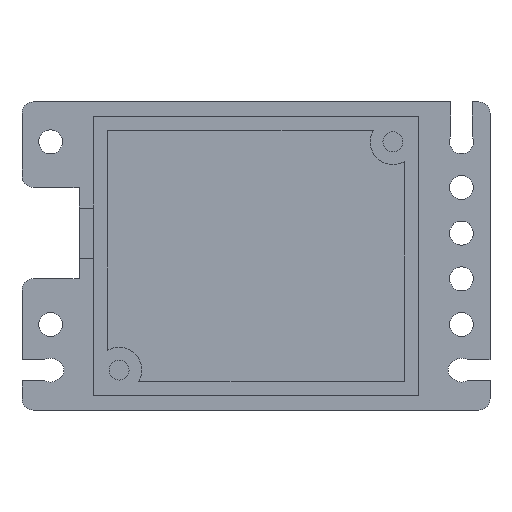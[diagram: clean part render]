
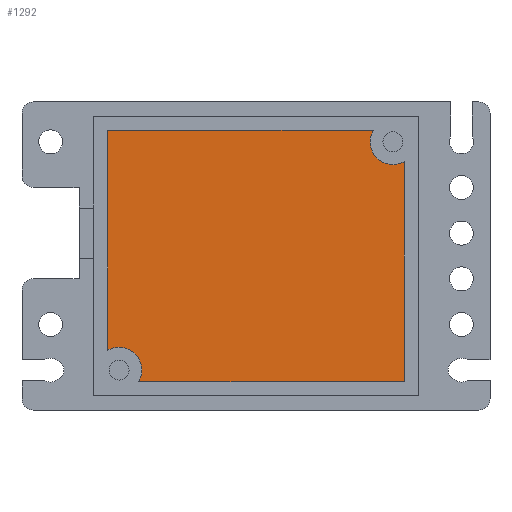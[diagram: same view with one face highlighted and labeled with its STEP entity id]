
A CAD part, top view. The second image highlights one B-rep face of the part: STEP entity #1292.
In plain terms, the highlighted planar face has unit normal (0, 0, 1).
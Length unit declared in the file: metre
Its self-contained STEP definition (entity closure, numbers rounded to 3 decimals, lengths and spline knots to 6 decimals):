
#70=CIRCLE('',#1393,0.004);
#72=CIRCLE('',#1396,0.004);
#233=ORIENTED_EDGE('',*,*,#553,.F.);
#234=ORIENTED_EDGE('',*,*,#566,.F.);
#235=ORIENTED_EDGE('',*,*,#557,.F.);
#236=ORIENTED_EDGE('',*,*,#560,.T.);
#237=ORIENTED_EDGE('',*,*,#568,.F.);
#238=ORIENTED_EDGE('',*,*,#563,.T.);
#553=EDGE_CURVE('',#738,#739,#848,.T.);
#557=EDGE_CURVE('',#742,#743,#852,.T.);
#560=EDGE_CURVE('',#742,#745,#855,.T.);
#563=EDGE_CURVE('',#747,#739,#858,.T.);
#566=EDGE_CURVE('',#743,#738,#70,.T.);
#568=EDGE_CURVE('',#747,#745,#72,.T.);
#738=VERTEX_POINT('',#2035);
#739=VERTEX_POINT('',#2037);
#742=VERTEX_POINT('',#2044);
#743=VERTEX_POINT('',#2046);
#745=VERTEX_POINT('',#2052);
#747=VERTEX_POINT('',#2058);
#848=LINE('',#2036,#964);
#852=LINE('',#2045,#968);
#855=LINE('',#2051,#971);
#858=LINE('',#2057,#974);
#964=VECTOR('',#1597,1.);
#968=VECTOR('',#1603,1.);
#971=VECTOR('',#1608,1.);
#974=VECTOR('',#1613,1.);
#1069=EDGE_LOOP('',(#233,#234,#235,#236,#237,#238));
#1167=FACE_BOUND('',#1069,.T.);
#1254=PLANE('',#1405);
#1292=ADVANCED_FACE('',(#1167),#1254,.T.);
#1393=AXIS2_PLACEMENT_3D('',#2063,#1618,#1619);
#1396=AXIS2_PLACEMENT_3D('',#2066,#1624,#1625);
#1405=AXIS2_PLACEMENT_3D('',#2090,#1651,#1652);
#1597=DIRECTION('',(0.,-1.,0.));
#1603=DIRECTION('',(1.,0.,0.));
#1608=DIRECTION('',(0.,-1.,0.));
#1613=DIRECTION('',(1.,0.,0.));
#1618=DIRECTION('',(0.,0.,1.));
#1619=DIRECTION('',(1.,0.,0.));
#1624=DIRECTION('',(0.,0.,1.));
#1625=DIRECTION('',(1.,0.,0.));
#1651=DIRECTION('',(0.,0.,1.));
#1652=DIRECTION('',(1.,0.,0.));
#2035=CARTESIAN_POINT('',(0.026,0.016536,0.0025));
#2036=CARTESIAN_POINT('',(0.026,-0.002732,0.0025));
#2037=CARTESIAN_POINT('',(0.026,-0.022,0.0025));
#2044=CARTESIAN_POINT('',(-0.026,0.022,0.0025));
#2045=CARTESIAN_POINT('',(-0.002732,0.022,0.0025));
#2046=CARTESIAN_POINT('',(0.020536,0.022,0.0025));
#2051=CARTESIAN_POINT('',(-0.026,0.002732,0.0025));
#2052=CARTESIAN_POINT('',(-0.026,-0.016536,0.0025));
#2057=CARTESIAN_POINT('',(0.002732,-0.022,0.0025));
#2058=CARTESIAN_POINT('',(-0.020536,-0.022,0.0025));
#2063=CARTESIAN_POINT('',(0.024,0.02,0.0025));
#2066=CARTESIAN_POINT('',(-0.024,-0.02,0.0025));
#2090=CARTESIAN_POINT('',(0.009836,0.,0.0025));
